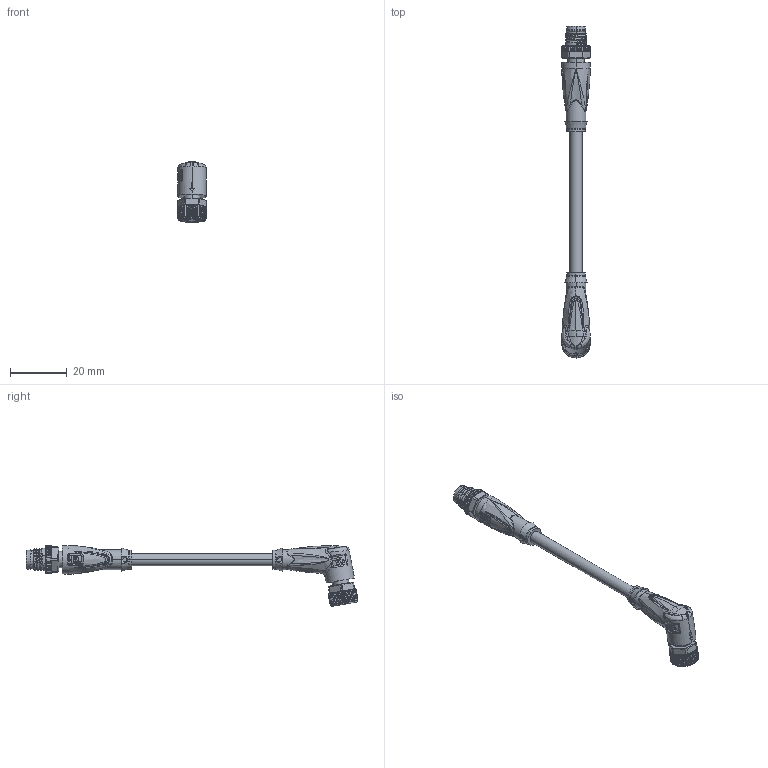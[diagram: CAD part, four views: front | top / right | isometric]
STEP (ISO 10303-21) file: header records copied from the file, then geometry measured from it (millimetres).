
FILE_DESCRIPTION(('STEP AP214'),'1');
FILE_NAME('cctmp_9059C09E-A0E3-44E4-B91F-BA1BB7912D01_2022_04_27_10_33_51_0090..stp','2022-04-27T08:33:59',('KiM GmbH'),('CADClick - www.CADClick.com'),'Spatial InterOp 3D postprocessed',' ','unknown authorization');
FILE_SCHEMA(('AUTOMOTIVE_DESIGN'));
Length unit declared in the file: millimetre
Products named in the file (9): Connection2; Connection2_2; Connection2_1; T195561_1; Cable; Connection1; Connection1_2; Connection1_1; T195561
Assembly tree (8 placements, depth 4):
  T195561
    T195561_1
      Connection2
        Connection2_2
        Connection2_1
      Cable
      Connection1
        Connection1_2
        Connection1_1
Bounding box: 10 x 117.38 x 21.57 mm (x, y, z)
Volume: 5086.8 mm3; surface area: 4977 mm2
Topology: 8 solids, 10 shells, 1739 faces, 4617 edges, 2932 vertices
Faces by surface type: plane 858, bspline 258, torus 216, cylinder 208, cone 163, extrusion 28, sphere 8
Entity records: 128069 total; most frequent: CARTESIAN_POINT 74372, ORIENTED_EDGE 9202, DIRECTION 7490, EDGE_CURVE 4605, STYLED_ITEM 3625, PRESENTATION_STYLE_ASSIGNMENT 3625, VERTEX_POINT 2932, AXIS2_PLACEMENT_3D 2526
